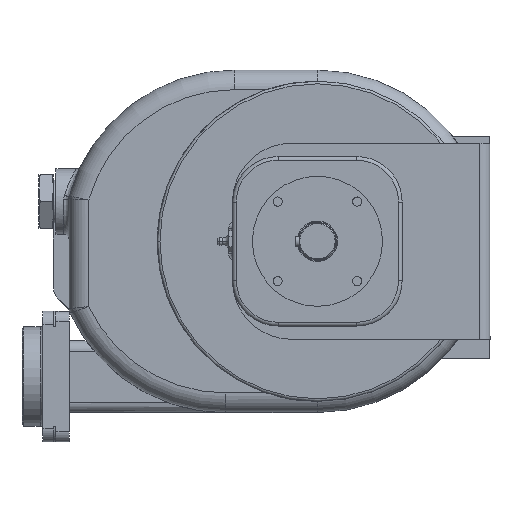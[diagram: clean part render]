
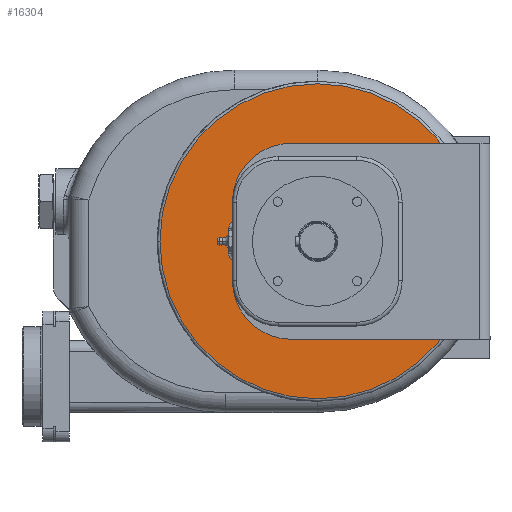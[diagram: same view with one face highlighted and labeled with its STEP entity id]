
A CAD part, left-side view. The second image highlights one B-rep face of the part: STEP entity #16304.
In plain terms, the highlighted planar face has unit normal (-1, 0, 0).
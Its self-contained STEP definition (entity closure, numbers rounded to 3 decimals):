
#2403=CARTESIAN_POINT('',(-77.5,132.,0.));
#2404=DIRECTION('',(1.,0.,0.));
#2405=DIRECTION('',(0.,1.,0.));
#2406=AXIS2_PLACEMENT_3D('',#2403,#2404,#2405);
#2408=CARTESIAN_POINT('',(-77.5,132.,0.));
#2409=DIRECTION('',(1.,0.,0.));
#2410=DIRECTION('',(0.,-1.,0.));
#2411=AXIS2_PLACEMENT_3D('',#2408,#2409,#2410);
#2413=DIRECTION('',(0.,0.,-1.));
#2414=VECTOR('',#2413,19.);
#2415=CARTESIAN_POINT('',(-77.5,200.,9.5));
#2416=LINE('',#2415,#2414);
#2417=CARTESIAN_POINT('',(-77.5,194.,-9.5));
#2418=DIRECTION('',(-1.,0.,0.));
#2419=DIRECTION('',(0.,1.,0.));
#2420=AXIS2_PLACEMENT_3D('',#2417,#2418,#2419);
#2422=DIRECTION('',(0.,-1.,0.));
#2423=VECTOR('',#2422,10.304);
#2424=CARTESIAN_POINT('',(-77.5,194.,-15.5));
#2425=LINE('',#2424,#2423);
#2426=CARTESIAN_POINT('',(-77.5,132.,0.));
#2427=DIRECTION('',(-1.,0.,0.));
#2428=DIRECTION('',(0.,0.958,-0.287));
#2429=AXIS2_PLACEMENT_3D('',#2426,#2427,#2428);
#2431=DIRECTION('',(0.,0.,-1.));
#2432=VECTOR('',#2431,8.627);
#2433=CARTESIAN_POINT('',(-77.5,140.,-53.373));
#2434=LINE('',#2433,#2432);
#2435=CARTESIAN_POINT('',(-77.5,134.,-62.));
#2436=DIRECTION('',(-1.,0.,0.));
#2437=DIRECTION('',(0.,1.,0.));
#2438=AXIS2_PLACEMENT_3D('',#2435,#2436,#2437);
#2440=DIRECTION('',(0.,-1.,0.));
#2441=VECTOR('',#2440,4.);
#2442=CARTESIAN_POINT('',(-77.5,134.,-68.));
#2443=LINE('',#2442,#2441);
#2444=CARTESIAN_POINT('',(-77.5,130.,-62.));
#2445=DIRECTION('',(-1.,0.,0.));
#2446=DIRECTION('',(0.,0.,-1.));
#2447=AXIS2_PLACEMENT_3D('',#2444,#2445,#2446);
#2449=DIRECTION('',(0.,0.,1.));
#2450=VECTOR('',#2449,8.627);
#2451=CARTESIAN_POINT('',(-77.5,124.,-62.));
#2452=LINE('',#2451,#2450);
#2453=CARTESIAN_POINT('',(-77.5,132.,0.));
#2454=DIRECTION('',(-1.,0.,0.));
#2455=DIRECTION('',(0.,-0.148,-0.989));
#2456=AXIS2_PLACEMENT_3D('',#2453,#2454,#2455);
#2458=DIRECTION('',(0.,-1.,0.));
#2459=VECTOR('',#2458,10.304);
#2460=CARTESIAN_POINT('',(-77.5,80.304,-15.5));
#2461=LINE('',#2460,#2459);
#2462=CARTESIAN_POINT('',(-77.5,70.,-9.5));
#2463=DIRECTION('',(-1.,0.,0.));
#2464=DIRECTION('',(0.,0.,-1.));
#2465=AXIS2_PLACEMENT_3D('',#2462,#2463,#2464);
#2467=DIRECTION('',(0.,0.,1.));
#2468=VECTOR('',#2467,19.);
#2469=CARTESIAN_POINT('',(-77.5,64.,-9.5));
#2470=LINE('',#2469,#2468);
#2471=CARTESIAN_POINT('',(-77.5,70.,9.5));
#2472=DIRECTION('',(-1.,0.,0.));
#2473=DIRECTION('',(0.,-1.,0.));
#2474=AXIS2_PLACEMENT_3D('',#2471,#2472,#2473);
#2476=DIRECTION('',(0.,1.,0.));
#2477=VECTOR('',#2476,10.304);
#2478=CARTESIAN_POINT('',(-77.5,70.,15.5));
#2479=LINE('',#2478,#2477);
#2480=CARTESIAN_POINT('',(-77.5,132.,0.));
#2481=DIRECTION('',(-1.,0.,0.));
#2482=DIRECTION('',(0.,-0.958,0.287));
#2483=AXIS2_PLACEMENT_3D('',#2480,#2481,#2482);
#2485=DIRECTION('',(0.,0.,1.));
#2486=VECTOR('',#2485,8.627);
#2487=CARTESIAN_POINT('',(-77.5,124.,53.373));
#2488=LINE('',#2487,#2486);
#2489=CARTESIAN_POINT('',(-77.5,130.,62.));
#2490=DIRECTION('',(-1.,0.,0.));
#2491=DIRECTION('',(0.,-1.,0.));
#2492=AXIS2_PLACEMENT_3D('',#2489,#2490,#2491);
#2494=DIRECTION('',(0.,1.,0.));
#2495=VECTOR('',#2494,4.);
#2496=CARTESIAN_POINT('',(-77.5,130.,68.));
#2497=LINE('',#2496,#2495);
#2498=CARTESIAN_POINT('',(-77.5,134.,62.));
#2499=DIRECTION('',(-1.,0.,0.));
#2500=DIRECTION('',(0.,0.,1.));
#2501=AXIS2_PLACEMENT_3D('',#2498,#2499,#2500);
#2503=DIRECTION('',(0.,0.,-1.));
#2504=VECTOR('',#2503,8.627);
#2505=CARTESIAN_POINT('',(-77.5,140.,62.));
#2506=LINE('',#2505,#2504);
#2507=CARTESIAN_POINT('',(-77.5,132.,0.));
#2508=DIRECTION('',(-1.,0.,0.));
#2509=DIRECTION('',(0.,0.148,0.989));
#2510=AXIS2_PLACEMENT_3D('',#2507,#2508,#2509);
#2512=DIRECTION('',(0.,1.,0.));
#2513=VECTOR('',#2512,10.304);
#2514=CARTESIAN_POINT('',(-77.5,183.696,15.5));
#2515=LINE('',#2514,#2513);
#2516=CARTESIAN_POINT('',(-77.5,194.,9.5));
#2517=DIRECTION('',(-1.,0.,0.));
#2518=DIRECTION('',(0.,0.,1.));
#2519=AXIS2_PLACEMENT_3D('',#2516,#2517,#2518);
#12629=CARTESIAN_POINT('',(-77.5,252.5,0.));
#12630=CARTESIAN_POINT('',(-77.5,11.5,0.));
#12631=VERTEX_POINT('',#12629);
#12632=VERTEX_POINT('',#12630);
#12699=CARTESIAN_POINT('',(-77.5,200.,9.5));
#12700=CARTESIAN_POINT('',(-77.5,200.,-9.5));
#12701=VERTEX_POINT('',#12699);
#12702=VERTEX_POINT('',#12700);
#12791=CARTESIAN_POINT('',(-77.5,64.,-9.5));
#12792=CARTESIAN_POINT('',(-77.5,64.,9.5));
#12793=VERTEX_POINT('',#12791);
#12794=VERTEX_POINT('',#12792);
#12889=CARTESIAN_POINT('',(-77.5,194.,-15.5));
#12890=VERTEX_POINT('',#12889);
#12891=CARTESIAN_POINT('',(-77.5,70.,-15.5));
#12892=VERTEX_POINT('',#12891);
#12893=CARTESIAN_POINT('',(-77.5,70.,15.5));
#12894=VERTEX_POINT('',#12893);
#12895=CARTESIAN_POINT('',(-77.5,194.,15.5));
#12896=VERTEX_POINT('',#12895);
#12897=CARTESIAN_POINT('',(-77.5,140.,-62.));
#12898=VERTEX_POINT('',#12897);
#12899=CARTESIAN_POINT('',(-77.5,134.,-68.));
#12900=VERTEX_POINT('',#12899);
#12901=CARTESIAN_POINT('',(-77.5,130.,-68.));
#12902=VERTEX_POINT('',#12901);
#12903=CARTESIAN_POINT('',(-77.5,124.,-62.));
#12904=VERTEX_POINT('',#12903);
#12905=CARTESIAN_POINT('',(-77.5,124.,62.));
#12906=VERTEX_POINT('',#12905);
#12907=CARTESIAN_POINT('',(-77.5,130.,68.));
#12908=VERTEX_POINT('',#12907);
#12909=CARTESIAN_POINT('',(-77.5,134.,68.));
#12910=VERTEX_POINT('',#12909);
#12911=CARTESIAN_POINT('',(-77.5,140.,62.));
#12912=VERTEX_POINT('',#12911);
#12917=CARTESIAN_POINT('',(-77.5,183.696,15.5));
#12918=VERTEX_POINT('',#12917);
#12923=CARTESIAN_POINT('',(-77.5,140.,53.373));
#12924=VERTEX_POINT('',#12923);
#12925=CARTESIAN_POINT('',(-77.5,124.,53.373));
#12926=VERTEX_POINT('',#12925);
#12931=CARTESIAN_POINT('',(-77.5,80.304,15.5));
#12932=VERTEX_POINT('',#12931);
#12933=CARTESIAN_POINT('',(-77.5,80.304,-15.5));
#12934=VERTEX_POINT('',#12933);
#12939=CARTESIAN_POINT('',(-77.5,124.,-53.373));
#12940=VERTEX_POINT('',#12939);
#12941=CARTESIAN_POINT('',(-77.5,140.,-53.373));
#12942=VERTEX_POINT('',#12941);
#12947=CARTESIAN_POINT('',(-77.5,183.696,-15.5));
#12948=VERTEX_POINT('',#12947);
#16245=CARTESIAN_POINT('',(-77.5,132.,0.));
#16246=DIRECTION('',(-1.,0.,0.));
#16247=DIRECTION('',(0.,1.,0.));
#16248=AXIS2_PLACEMENT_3D('',#16245,#16246,#16247);
#16249=PLANE('',#16248);
#16251=ORIENTED_EDGE('',*,*,#16250,.T.);
#16253=ORIENTED_EDGE('',*,*,#16252,.T.);
#16254=EDGE_LOOP('',(#16251,#16253));
#16255=FACE_OUTER_BOUND('',#16254,.F.);
#16257=ORIENTED_EDGE('',*,*,#16256,.T.);
#16259=ORIENTED_EDGE('',*,*,#16258,.T.);
#16261=ORIENTED_EDGE('',*,*,#16260,.T.);
#16263=ORIENTED_EDGE('',*,*,#16262,.T.);
#16264=ORIENTED_EDGE('',*,*,#16237,.T.);
#16265=ORIENTED_EDGE('',*,*,#16226,.T.);
#16267=ORIENTED_EDGE('',*,*,#16266,.T.);
#16269=ORIENTED_EDGE('',*,*,#16268,.T.);
#16271=ORIENTED_EDGE('',*,*,#16270,.T.);
#16273=ORIENTED_EDGE('',*,*,#16272,.T.);
#16275=ORIENTED_EDGE('',*,*,#16274,.T.);
#16277=ORIENTED_EDGE('',*,*,#16276,.T.);
#16279=ORIENTED_EDGE('',*,*,#16278,.T.);
#16281=ORIENTED_EDGE('',*,*,#16280,.T.);
#16283=ORIENTED_EDGE('',*,*,#16282,.T.);
#16285=ORIENTED_EDGE('',*,*,#16284,.T.);
#16287=ORIENTED_EDGE('',*,*,#16286,.T.);
#16289=ORIENTED_EDGE('',*,*,#16288,.T.);
#16291=ORIENTED_EDGE('',*,*,#16290,.T.);
#16293=ORIENTED_EDGE('',*,*,#16292,.T.);
#16295=ORIENTED_EDGE('',*,*,#16294,.T.);
#16297=ORIENTED_EDGE('',*,*,#16296,.T.);
#16299=ORIENTED_EDGE('',*,*,#16298,.T.);
#16301=ORIENTED_EDGE('',*,*,#16300,.T.);
#16302=EDGE_LOOP('',(#16257,#16259,#16261,#16263,#16264,#16265,#16267,#16269,
#16271,#16273,#16275,#16277,#16279,#16281,#16283,#16285,#16287,#16289,#16291,
#16293,#16295,#16297,#16299,#16301));
#16303=FACE_BOUND('',#16302,.F.);
#16304=ADVANCED_FACE('',(#16255,#16303),#16249,.T.);
#2407=CIRCLE('',#2406,120.5);
#2412=CIRCLE('',#2411,120.5);
#2421=CIRCLE('',#2420,6.);
#2430=CIRCLE('',#2429,53.97);
#2439=CIRCLE('',#2438,6.);
#2448=CIRCLE('',#2447,6.);
#2457=CIRCLE('',#2456,53.97);
#2466=CIRCLE('',#2465,6.);
#2475=CIRCLE('',#2474,6.);
#2484=CIRCLE('',#2483,53.97);
#2493=CIRCLE('',#2492,6.);
#2502=CIRCLE('',#2501,6.);
#2511=CIRCLE('',#2510,53.97);
#2520=CIRCLE('',#2519,6.);
#16226=EDGE_CURVE('',#12898,#12900,#2439,.T.);
#16237=EDGE_CURVE('',#12942,#12898,#2434,.T.);
#16250=EDGE_CURVE('',#12631,#12632,#2407,.T.);
#16252=EDGE_CURVE('',#12632,#12631,#2412,.T.);
#16256=EDGE_CURVE('',#12701,#12702,#2416,.T.);
#16258=EDGE_CURVE('',#12702,#12890,#2421,.T.);
#16260=EDGE_CURVE('',#12890,#12948,#2425,.T.);
#16262=EDGE_CURVE('',#12948,#12942,#2430,.T.);
#16266=EDGE_CURVE('',#12900,#12902,#2443,.T.);
#16268=EDGE_CURVE('',#12902,#12904,#2448,.T.);
#16270=EDGE_CURVE('',#12904,#12940,#2452,.T.);
#16272=EDGE_CURVE('',#12940,#12934,#2457,.T.);
#16274=EDGE_CURVE('',#12934,#12892,#2461,.T.);
#16276=EDGE_CURVE('',#12892,#12793,#2466,.T.);
#16278=EDGE_CURVE('',#12793,#12794,#2470,.T.);
#16280=EDGE_CURVE('',#12794,#12894,#2475,.T.);
#16282=EDGE_CURVE('',#12894,#12932,#2479,.T.);
#16284=EDGE_CURVE('',#12932,#12926,#2484,.T.);
#16286=EDGE_CURVE('',#12926,#12906,#2488,.T.);
#16288=EDGE_CURVE('',#12906,#12908,#2493,.T.);
#16290=EDGE_CURVE('',#12908,#12910,#2497,.T.);
#16292=EDGE_CURVE('',#12910,#12912,#2502,.T.);
#16294=EDGE_CURVE('',#12912,#12924,#2506,.T.);
#16296=EDGE_CURVE('',#12924,#12918,#2511,.T.);
#16298=EDGE_CURVE('',#12918,#12896,#2515,.T.);
#16300=EDGE_CURVE('',#12896,#12701,#2520,.T.);
